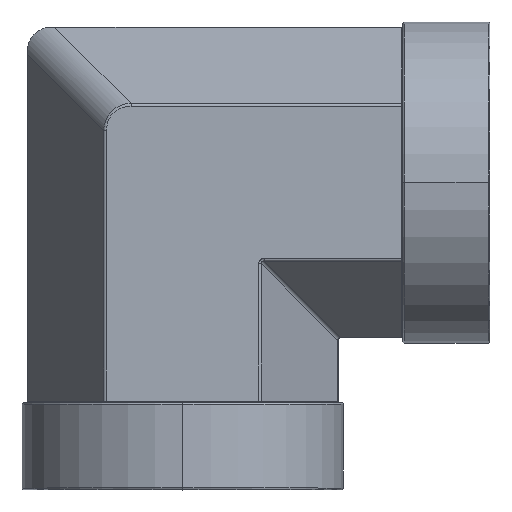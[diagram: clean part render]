
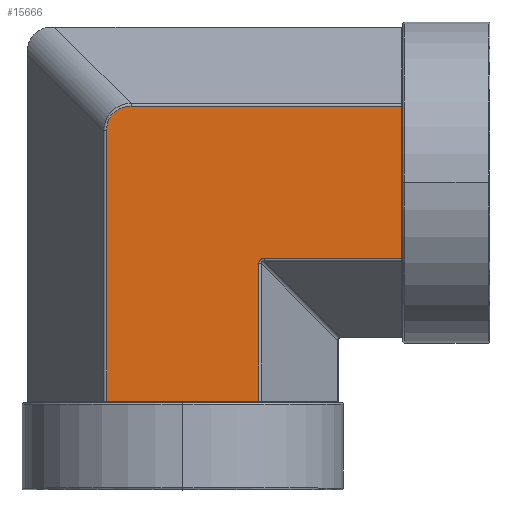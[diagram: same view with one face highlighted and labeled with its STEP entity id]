
A CAD part, top view. The second image highlights one B-rep face of the part: STEP entity #15666.
In plain terms, the highlighted planar face has unit normal (0, 0, 1).
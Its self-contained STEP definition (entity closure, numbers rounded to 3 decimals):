
#7269=DIRECTION('',(-1.,0.,0.));
#7270=VECTOR('',#7269,24.191);
#7271=CARTESIAN_POINT('',(12.095,-34.75,21.45));
#7272=LINE('',#7271,#7270);
#7276=DIRECTION('',(0.,1.,0.));
#7277=VECTOR('',#7276,42.948);
#7278=CARTESIAN_POINT('',(-12.095,-34.75,21.45));
#7279=LINE('',#7278,#7277);
#7283=CARTESIAN_POINT('',(-8.198,12.095,21.45));
#7284=CARTESIAN_POINT('',(-8.302,12.095,21.45));
#7285=CARTESIAN_POINT('',(-8.506,12.089,21.45));
#7286=CARTESIAN_POINT('',(-8.8,12.06,21.45));
#7287=CARTESIAN_POINT('',(-9.084,12.014,21.45));
#7288=CARTESIAN_POINT('',(-9.356,11.95,21.45));
#7289=CARTESIAN_POINT('',(-9.616,11.87,21.45));
#7290=CARTESIAN_POINT('',(-9.864,11.776,21.45));
#7291=CARTESIAN_POINT('',(-10.1,11.666,21.45));
#7292=CARTESIAN_POINT('',(-10.324,11.543,21.45));
#7293=CARTESIAN_POINT('',(-10.535,11.406,21.45));
#7294=CARTESIAN_POINT('',(-10.734,11.257,21.45));
#7295=CARTESIAN_POINT('',(-10.921,11.095,21.45));
#7296=CARTESIAN_POINT('',(-11.095,10.921,21.45));
#7297=CARTESIAN_POINT('',(-11.257,10.734,21.45));
#7298=CARTESIAN_POINT('',(-11.406,10.535,21.45));
#7299=CARTESIAN_POINT('',(-11.543,10.324,21.45));
#7300=CARTESIAN_POINT('',(-11.666,10.1,21.45));
#7301=CARTESIAN_POINT('',(-11.776,9.864,21.45));
#7302=CARTESIAN_POINT('',(-11.87,9.616,21.45));
#7303=CARTESIAN_POINT('',(-11.95,9.356,21.45));
#7304=CARTESIAN_POINT('',(-12.014,9.084,21.45));
#7305=CARTESIAN_POINT('',(-12.06,8.8,21.45));
#7306=CARTESIAN_POINT('',(-12.089,8.506,21.45));
#7307=CARTESIAN_POINT('',(-12.095,8.302,21.45));
#7308=CARTESIAN_POINT('',(-12.095,8.198,21.45));
#7313=DIRECTION('',(1.,0.,0.));
#7314=VECTOR('',#7313,42.948);
#7315=CARTESIAN_POINT('',(-8.198,12.095,21.45));
#7316=LINE('',#7315,#7314);
#7320=DIRECTION('',(0.,-1.,0.));
#7321=VECTOR('',#7320,24.191);
#7322=CARTESIAN_POINT('',(34.75,12.095,21.45));
#7323=LINE('',#7322,#7321);
#7327=DIRECTION('',(-1.,0.,0.));
#7328=VECTOR('',#7327,21.788);
#7329=CARTESIAN_POINT('',(34.75,-12.095,21.45));
#7330=LINE('',#7329,#7328);
#7334=CARTESIAN_POINT('',(12.095,-12.962,21.45));
#7335=CARTESIAN_POINT('',(12.095,-12.929,21.45));
#7336=CARTESIAN_POINT('',(12.098,-12.866,21.45));
#7337=CARTESIAN_POINT('',(12.111,-12.775,21.45));
#7338=CARTESIAN_POINT('',(12.131,-12.69,21.45));
#7339=CARTESIAN_POINT('',(12.158,-12.611,21.45));
#7340=CARTESIAN_POINT('',(12.19,-12.539,21.45));
#7341=CARTESIAN_POINT('',(12.227,-12.474,21.45));
#7342=CARTESIAN_POINT('',(12.268,-12.415,21.45));
#7343=CARTESIAN_POINT('',(12.313,-12.361,21.45));
#7344=CARTESIAN_POINT('',(12.362,-12.312,21.45));
#7345=CARTESIAN_POINT('',(12.415,-12.268,21.45));
#7346=CARTESIAN_POINT('',(12.474,-12.227,21.45));
#7347=CARTESIAN_POINT('',(12.54,-12.19,21.45));
#7348=CARTESIAN_POINT('',(12.612,-12.158,21.45));
#7349=CARTESIAN_POINT('',(12.691,-12.131,21.45));
#7350=CARTESIAN_POINT('',(12.776,-12.111,21.45));
#7351=CARTESIAN_POINT('',(12.866,-12.098,21.45));
#7352=CARTESIAN_POINT('',(12.929,-12.095,21.45));
#7353=CARTESIAN_POINT('',(12.962,-12.095,21.45));
#7358=DIRECTION('',(0.,1.,0.));
#7359=VECTOR('',#7358,21.788);
#7360=CARTESIAN_POINT('',(12.095,-34.75,21.45));
#7361=LINE('',#7360,#7359);
#10314=VERTEX_POINT('',#7334);
#10315=VERTEX_POINT('',#7353);
#10343=CARTESIAN_POINT('',(-8.198,12.095,21.45));
#10344=VERTEX_POINT('',#10343);
#10345=VERTEX_POINT('',#7308);
#10535=CARTESIAN_POINT('',(12.095,-34.75,21.45));
#10536=VERTEX_POINT('',#10535);
#10539=CARTESIAN_POINT('',(-12.095,-34.75,21.45));
#10540=VERTEX_POINT('',#10539);
#10548=CARTESIAN_POINT('',(34.75,12.095,21.45));
#10550=VERTEX_POINT('',#10548);
#10555=CARTESIAN_POINT('',(34.75,-12.095,21.45));
#10556=VERTEX_POINT('',#10555);
#15644=CARTESIAN_POINT('',(0.,12.384,21.45));
#15645=DIRECTION('',(0.,0.,1.));
#15646=DIRECTION('',(0.,-1.,0.));
#15647=AXIS2_PLACEMENT_3D('',#15644,#15645,#15646);
#15648=PLANE('',#15647);
#15650=ORIENTED_EDGE('',*,*,#15649,.T.);
#15652=ORIENTED_EDGE('',*,*,#15651,.T.);
#15654=ORIENTED_EDGE('',*,*,#15653,.F.);
#15655=ORIENTED_EDGE('',*,*,#15635,.T.);
#15657=ORIENTED_EDGE('',*,*,#15656,.T.);
#15659=ORIENTED_EDGE('',*,*,#15658,.T.);
#15661=ORIENTED_EDGE('',*,*,#15660,.F.);
#15663=ORIENTED_EDGE('',*,*,#15662,.F.);
#15664=EDGE_LOOP('',(#15650,#15652,#15654,#15655,#15657,#15659,#15661,#15663));
#15665=FACE_OUTER_BOUND('',#15664,.F.);
#7309=B_SPLINE_CURVE_WITH_KNOTS('',3,(#7283,#7284,#7285,#7286,#7287,#7288,#7289,
#7290,#7291,#7292,#7293,#7294,#7295,#7296,#7297,#7298,#7299,#7300,#7301,#7302,
#7303,#7304,#7305,#7306,#7307,#7308),.UNSPECIFIED.,.F.,.F.,(4,1,1,1,1,1,1,1,1,1,
1,1,1,1,1,1,1,1,1,1,1,1,1,4),(0.,0.043,0.087,
0.13,0.174,0.217,0.261,
0.304,0.348,0.391,0.435,
0.478,0.522,0.565,0.609,
0.652,0.696,0.739,0.783,
0.826,0.87,0.913,0.957,1.),
.UNSPECIFIED.);
#7354=B_SPLINE_CURVE_WITH_KNOTS('',3,(#7334,#7335,#7336,#7337,#7338,#7339,#7340,
#7341,#7342,#7343,#7344,#7345,#7346,#7347,#7348,#7349,#7350,#7351,#7352,#7353),
.UNSPECIFIED.,.F.,.F.,(4,1,1,1,1,1,1,1,1,1,1,1,1,1,1,1,1,4),(0.,
0.059,0.118,0.176,0.235,
0.294,0.353,0.412,0.471,
0.529,0.588,0.647,0.706,
0.765,0.824,0.882,0.941,1.),
.UNSPECIFIED.);
#15635=EDGE_CURVE('',#10344,#10550,#7316,.T.);
#15649=EDGE_CURVE('',#10536,#10540,#7272,.T.);
#15651=EDGE_CURVE('',#10540,#10345,#7279,.T.);
#15653=EDGE_CURVE('',#10344,#10345,#7309,.T.);
#15656=EDGE_CURVE('',#10550,#10556,#7323,.T.);
#15658=EDGE_CURVE('',#10556,#10315,#7330,.T.);
#15660=EDGE_CURVE('',#10314,#10315,#7354,.T.);
#15662=EDGE_CURVE('',#10536,#10314,#7361,.T.);
#15666=ADVANCED_FACE('',(#15665),#15648,.T.);
